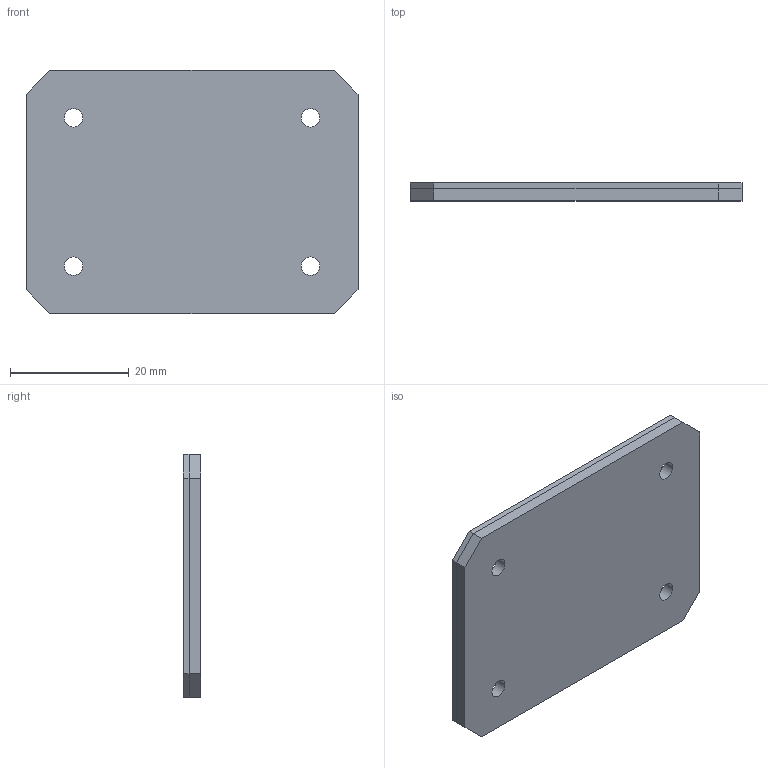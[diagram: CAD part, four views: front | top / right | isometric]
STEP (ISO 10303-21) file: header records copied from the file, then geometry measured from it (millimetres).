
FILE_DESCRIPTION(/* description */ ('Шильдик устройства'),/* implementation_level */ '2;1');
FILE_NAME(/* name */ 'UNIT_Name-Plate.step',/* time_stamp */ '2025-09-24T19:42:11+03:00',/* author */ ('pavlu'),/* organization */ (''),/* preprocessor_version */ 'ST-DEVELOPER v19.2',/* originating_system */ 'Autodesk Inventor 2024',/* authorisation */ '');
FILE_SCHEMA (('AUTOMOTIVE_DESIGN { 1 0 10303 214 3 1 1 }'));
Length unit declared in the file: millimetre
Products named in the file (1): NamePlate
Bounding box: 56 x 3 x 41 mm (x, y, z)
Volume: 4918.3 mm3; surface area: 6405.3 mm2
Topology: 8 solids, 8 shells, 88 faces, 216 edges, 144 vertices
Faces by surface type: plane 78, bspline 6, cylinder 4
Full cylindrical faces by diameter (mm): 3.1 x4
Entity records: 2650 total; most frequent: CARTESIAN_POINT 527, ORIENTED_EDGE 432, DIRECTION 378, EDGE_CURVE 216, LINE 196, VECTOR 196, VERTEX_POINT 144, EDGE_LOOP 98
